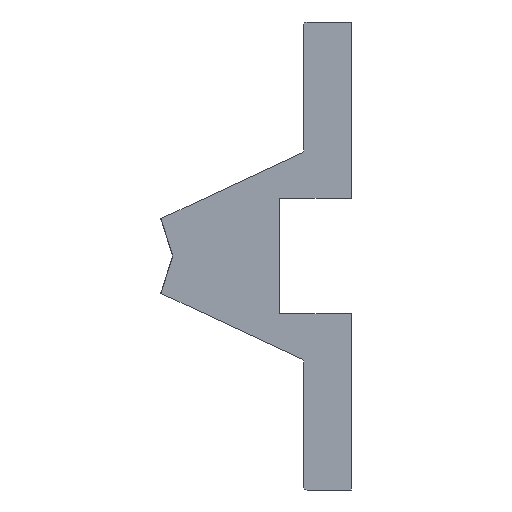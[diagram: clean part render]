
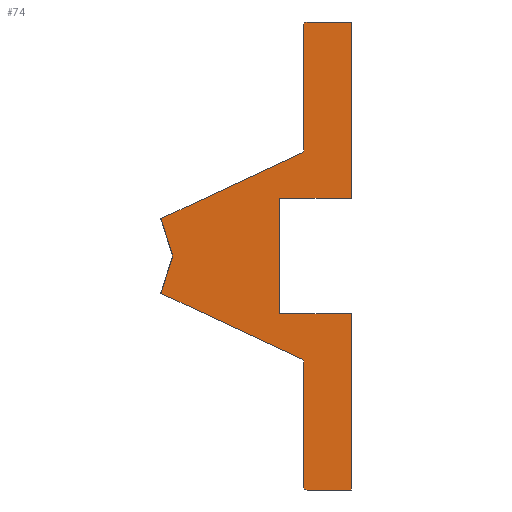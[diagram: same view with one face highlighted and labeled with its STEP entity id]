
A CAD part, left-side view. The second image highlights one B-rep face of the part: STEP entity #74.
In plain terms, the highlighted planar face has unit normal (-1, 0, 0).
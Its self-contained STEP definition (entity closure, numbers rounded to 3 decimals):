
#74 = ADVANCED_FACE( '', ( #175 ), #176, .F. );
#175 = FACE_OUTER_BOUND( '', #308, .T. );
#176 = PLANE( '', #309 );
#308 = EDGE_LOOP( '', ( #472, #473, #474, #475, #476, #477, #478, #479, #480, #481, #482, #483, #484, #485, #486, #487, #488 ) );
#309 = AXIS2_PLACEMENT_3D( '', #489, #490, #491 );
#472 = ORIENTED_EDGE( '', *, *, #753, .F. );
#473 = ORIENTED_EDGE( '', *, *, #724, .F. );
#474 = ORIENTED_EDGE( '', *, *, #754, .T. );
#475 = ORIENTED_EDGE( '', *, *, #755, .F. );
#476 = ORIENTED_EDGE( '', *, *, #742, .F. );
#477 = ORIENTED_EDGE( '', *, *, #731, .F. );
#478 = ORIENTED_EDGE( '', *, *, #756, .F. );
#479 = ORIENTED_EDGE( '', *, *, #757, .T. );
#480 = ORIENTED_EDGE( '', *, *, #736, .F. );
#481 = ORIENTED_EDGE( '', *, *, #758, .F. );
#482 = ORIENTED_EDGE( '', *, *, #759, .F. );
#483 = ORIENTED_EDGE( '', *, *, #760, .F. );
#484 = ORIENTED_EDGE( '', *, *, #748, .F. );
#485 = ORIENTED_EDGE( '', *, *, #761, .F. );
#486 = ORIENTED_EDGE( '', *, *, #762, .F. );
#487 = ORIENTED_EDGE( '', *, *, #763, .F. );
#488 = ORIENTED_EDGE( '', *, *, #764, .F. );
#489 = CARTESIAN_POINT( '', ( 0., 6.5, 34. ) );
#490 = DIRECTION( '', ( 1., 0., 0. ) );
#491 = DIRECTION( '', ( 0., 0., -1. ) );
#724 = EDGE_CURVE( '', #854, #855, #856, .T. );
#731 = EDGE_CURVE( '', #866, #868, #869, .T. );
#736 = EDGE_CURVE( '', #876, #877, #878, .T. );
#742 = EDGE_CURVE( '', #868, #886, #887, .T. );
#748 = EDGE_CURVE( '', #894, #895, #896, .T. );
#753 = EDGE_CURVE( '', #855, #903, #904, .T. );
#754 = EDGE_CURVE( '', #854, #905, #906, .T. );
#755 = EDGE_CURVE( '', #886, #905, #907, .T. );
#756 = EDGE_CURVE( '', #908, #866, #909, .T. );
#757 = EDGE_CURVE( '', #908, #877, #910, .T. );
#758 = EDGE_CURVE( '', #911, #876, #912, .T. );
#759 = EDGE_CURVE( '', #913, #911, #914, .T. );
#760 = EDGE_CURVE( '', #895, #913, #915, .T. );
#761 = EDGE_CURVE( '', #916, #894, #917, .T. );
#762 = EDGE_CURVE( '', #918, #916, #919, .T. );
#763 = EDGE_CURVE( '', #920, #918, #921, .T. );
#764 = EDGE_CURVE( '', #903, #920, #922, .T. );
#854 = VERTEX_POINT( '', #1038 );
#855 = VERTEX_POINT( '', #1039 );
#856 = LINE( '', #1040, #1041 );
#866 = VERTEX_POINT( '', #1054 );
#868 = VERTEX_POINT( '', #1057 );
#869 = LINE( '', #1058, #1059 );
#876 = VERTEX_POINT( '', #1067 );
#877 = VERTEX_POINT( '', #1068 );
#878 = LINE( '', #1069, #1070 );
#886 = VERTEX_POINT( '', #1081 );
#887 = LINE( '', #1082, #1083 );
#894 = VERTEX_POINT( '', #1091 );
#895 = VERTEX_POINT( '', #1092 );
#896 = LINE( '', #1093, #1094 );
#903 = VERTEX_POINT( '', #1104 );
#904 = CIRCLE( '', #1105, 0.5 );
#905 = VERTEX_POINT( '', #1106 );
#906 = CIRCLE( '', #1107, 0.5 );
#907 = LINE( '', #1108, #1109 );
#908 = VERTEX_POINT( '', #1110 );
#909 = LINE( '', #1111, #1112 );
#910 = CIRCLE( '', #1113, 0.5 );
#911 = VERTEX_POINT( '', #1114 );
#912 = CIRCLE( '', #1115, 0.5 );
#913 = VERTEX_POINT( '', #1116 );
#914 = LINE( '', #1117, #1118 );
#915 = LINE( '', #1119, #1120 );
#916 = VERTEX_POINT( '', #1121 );
#917 = LINE( '', #1122, #1123 );
#918 = VERTEX_POINT( '', #1124 );
#919 = LINE( '', #1125, #1126 );
#920 = VERTEX_POINT( '', #1127 );
#921 = LINE( '', #1128, #1129 );
#922 = LINE( '', #1130, #1131 );
#1038 = CARTESIAN_POINT( '', ( 0., 7., 15.632 ) );
#1039 = CARTESIAN_POINT( '', ( 0., 7., 34. ) );
#1040 = CARTESIAN_POINT( '', ( 0., 7., 15.632 ) );
#1041 = VECTOR( '', #1272, 1000. );
#1054 = CARTESIAN_POINT( '', ( 0., 28.045, -5.5 ) );
#1057 = CARTESIAN_POINT( '', ( 0., 26.311, 0. ) );
#1058 = CARTESIAN_POINT( '', ( 0., 28.045, -5.5 ) );
#1059 = VECTOR( '', #1280, 1000. );
#1067 = CARTESIAN_POINT( '', ( 0., 7., -34. ) );
#1068 = CARTESIAN_POINT( '', ( 0., 7., -15.632 ) );
#1069 = CARTESIAN_POINT( '', ( 0., 7., -34. ) );
#1070 = VECTOR( '', #1288, 1000. );
#1081 = CARTESIAN_POINT( '', ( 0., 28.045, 5.5 ) );
#1082 = CARTESIAN_POINT( '', ( 0., 26.311, 0. ) );
#1083 = VECTOR( '', #1295, 1000. );
#1091 = CARTESIAN_POINT( '', ( 0., 10.5, -8.5 ) );
#1092 = CARTESIAN_POINT( '', ( 0., 0., -8.5 ) );
#1093 = CARTESIAN_POINT( '', ( 0., 10.5, -8.5 ) );
#1094 = VECTOR( '', #1303, 1000. );
#1104 = CARTESIAN_POINT( '', ( 0., 6.5, 34.5 ) );
#1105 = AXIS2_PLACEMENT_3D( '', #1307, #1308, #1309 );
#1106 = CARTESIAN_POINT( '', ( 0., 7.289, 15.179 ) );
#1107 = AXIS2_PLACEMENT_3D( '', #1310, #1311, #1312 );
#1108 = CARTESIAN_POINT( '', ( 0., 28.045, 5.5 ) );
#1109 = VECTOR( '', #1313, 1000. );
#1110 = CARTESIAN_POINT( '', ( 0., 7.289, -15.179 ) );
#1111 = CARTESIAN_POINT( '', ( 0., 7.289, -15.179 ) );
#1112 = VECTOR( '', #1314, 1000. );
#1113 = AXIS2_PLACEMENT_3D( '', #1315, #1316, #1317 );
#1114 = CARTESIAN_POINT( '', ( 0., 6.5, -34.5 ) );
#1115 = AXIS2_PLACEMENT_3D( '', #1318, #1319, #1320 );
#1116 = CARTESIAN_POINT( '', ( 0., 0., -34.5 ) );
#1117 = CARTESIAN_POINT( '', ( 0., 0., -34.5 ) );
#1118 = VECTOR( '', #1321, 1000. );
#1119 = CARTESIAN_POINT( '', ( 0., 0., -8.5 ) );
#1120 = VECTOR( '', #1322, 1000. );
#1121 = CARTESIAN_POINT( '', ( 0., 10.5, 8.5 ) );
#1122 = CARTESIAN_POINT( '', ( 0., 10.5, 8.5 ) );
#1123 = VECTOR( '', #1323, 1000. );
#1124 = CARTESIAN_POINT( '', ( 0., 0., 8.5 ) );
#1125 = CARTESIAN_POINT( '', ( 0., 0., 8.5 ) );
#1126 = VECTOR( '', #1324, 1000. );
#1127 = CARTESIAN_POINT( '', ( 0., 0., 34.5 ) );
#1128 = CARTESIAN_POINT( '', ( 0., 0., 34.5 ) );
#1129 = VECTOR( '', #1325, 1000. );
#1130 = CARTESIAN_POINT( '', ( 0., 6.5, 34.5 ) );
#1131 = VECTOR( '', #1326, 1000. );
#1272 = DIRECTION( '', ( 0., 0., 1. ) );
#1280 = DIRECTION( '', ( 0., -0.301, 0.954 ) );
#1288 = DIRECTION( '', ( 0., 0., 1. ) );
#1295 = DIRECTION( '', ( 0., 0.301, 0.954 ) );
#1303 = DIRECTION( '', ( 0., -1., 0. ) );
#1307 = CARTESIAN_POINT( '', ( 0., 6.5, 34. ) );
#1308 = DIRECTION( '', ( 1., 0., 0. ) );
#1309 = DIRECTION( '', ( 0., 0., -1. ) );
#1310 = CARTESIAN_POINT( '', ( 0., 7.5, 15.632 ) );
#1311 = DIRECTION( '', ( 1., 0., 0. ) );
#1312 = DIRECTION( '', ( 0., 0., -1. ) );
#1313 = DIRECTION( '', ( 0., -0.906, 0.423 ) );
#1314 = DIRECTION( '', ( 0., 0.906, 0.423 ) );
#1315 = CARTESIAN_POINT( '', ( 0., 7.5, -15.632 ) );
#1316 = DIRECTION( '', ( 1., 0., 0. ) );
#1317 = DIRECTION( '', ( 0., 0., -1. ) );
#1318 = CARTESIAN_POINT( '', ( 0., 6.5, -34. ) );
#1319 = DIRECTION( '', ( 1., 0., 0. ) );
#1320 = DIRECTION( '', ( 0., 0., -1. ) );
#1321 = DIRECTION( '', ( 0., 1., 0. ) );
#1322 = DIRECTION( '', ( 0., 0., -1. ) );
#1323 = DIRECTION( '', ( 0., 0., -1. ) );
#1324 = DIRECTION( '', ( 0., 1., 0. ) );
#1325 = DIRECTION( '', ( 0., 0., -1. ) );
#1326 = DIRECTION( '', ( 0., -1., 0. ) );
